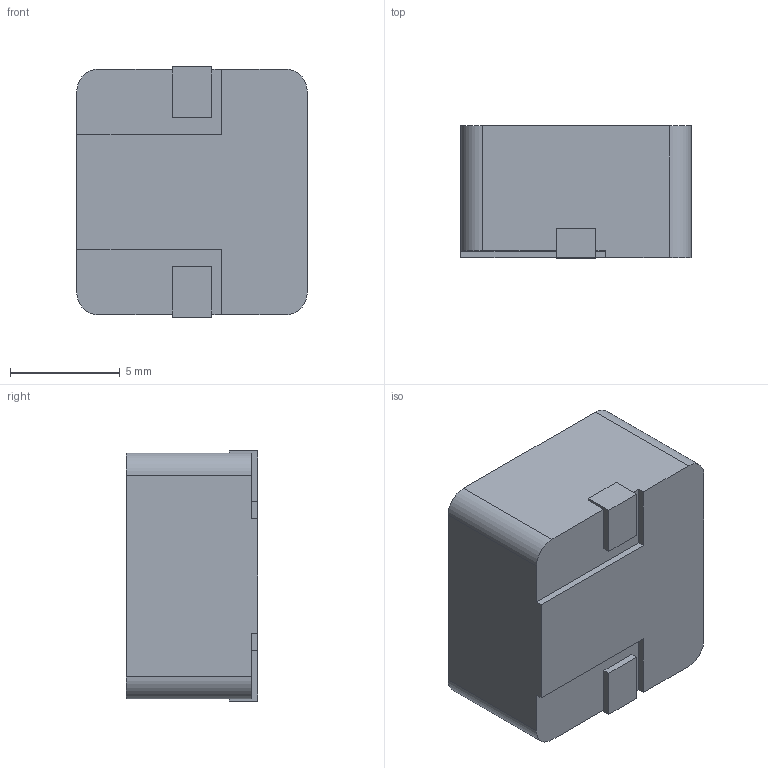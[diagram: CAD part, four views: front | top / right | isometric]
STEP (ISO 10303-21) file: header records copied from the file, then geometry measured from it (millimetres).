
FILE_DESCRIPTION (( 'STEP AP214' ), '1' );
FILE_NAME ('Coilcraft-MLC1260.STEP', '2019-01-09T05:04:00', ( '' ), ( '' ), 'SwSTEP 2.0', 'SolidWorks 2018', '' );
FILE_SCHEMA (( 'AUTOMOTIVE_DESIGN' ));
Length unit declared in the file: millimetre
Products named in the file (1): Coilcraft-MLC1260
Bounding box: 10.5 x 6.01 x 11.4 mm (x, y, z)
Volume: 691.5 mm3; surface area: 491.6 mm2
Topology: 1 solids, 1 shells, 456 faces, 1281 edges, 854 vertices
Faces by surface type: bspline 251, plane 201, cylinder 4
Entity records: 23797 total; most frequent: CARTESIAN_POINT 8703, ORIENTED_EDGE 2562, EDGE_CURVE 1281, DIRECTION 1199, VERTEX_POINT 854, VECTOR 771, LINE 771, B_SPLINE_CURVE_WITH_KNOTS 502
